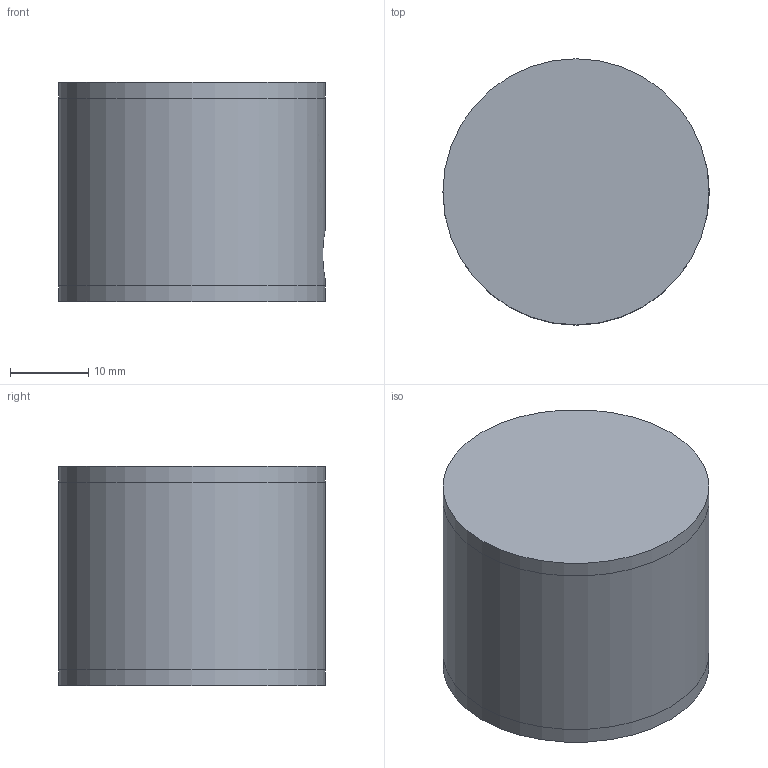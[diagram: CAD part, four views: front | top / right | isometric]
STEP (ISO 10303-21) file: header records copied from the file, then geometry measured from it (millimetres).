
FILE_DESCRIPTION(('FreeCAD Model'),'2;1');
FILE_NAME('Open CASCADE Shape Model','2026-01-24T20:44:21',(''),(''), 'Open CASCADE STEP processor 7.8','FreeCAD','Unknown');
FILE_SCHEMA(('AUTOMOTIVE_DESIGN { 1 0 10303 214 1 1 1 1 }'));
Length unit declared in the file: millimetre
Products named in the file (1): Body
Bounding box: 34 x 34 x 28 mm (x, y, z)
Volume: 15980.2 mm3; surface area: 7629.2 mm2
Topology: 1 solids, 1 shells, 15 faces, 30 edges, 19 vertices
Faces by surface type: cylinder 9, plane 6
Full cylindrical faces by diameter (mm): 6.2 x1, 15 x1, 26 x1, 34 x3
Entity records: 1123 total; most frequent: CARTESIAN_POINT 502, DIRECTION 107, ORIENTED_EDGE 60, PCURVE 60, DEFINITIONAL_REPRESENTATION 60, LINE 45, VECTOR 45, EDGE_CURVE 30
